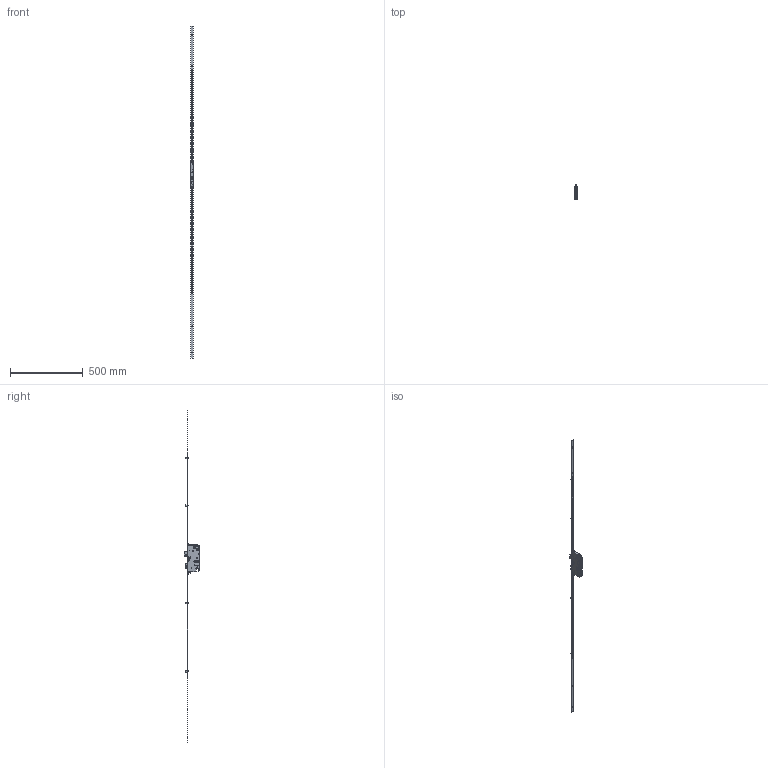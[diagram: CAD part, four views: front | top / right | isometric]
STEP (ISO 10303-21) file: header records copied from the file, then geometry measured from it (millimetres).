
FILE_DESCRIPTION((''),'2;1');
FILE_NAME('63199813000_BD01_SW0001','2018-02-08T',('dermuehl'),(''),'PRO/ENGINEER BY PARAMETRIC TECHNOLOGY CORPORATION, 2015240','PRO/ENGINEER BY PARAMETRIC TECHNOLOGY CORPORATION, 2015240','');
FILE_SCHEMA(('AUTOMOTIVE_DESIGN_CC2 { 1 2 10303 214 -1 1 5 2 }'));
Products named in the file (1): 63199813000_BD01_SW0001
Bounding box: 20 x 107.99 x 2285 mm (x, y, z)
Volume: 233184.2 mm3; surface area: 208329.1 mm2
Topology: 5 solids, 15 shells, 6153 faces, 17298 edges, 11336 vertices
Faces by surface type: plane 4766, cylinder 972, cone 310, torus 49, bspline 42, sphere 14
Entity records: 311629 total; most frequent: CARTESIAN_POINT 46857, ORIENTED_EDGE 34484, DIRECTION 30849, PRESENTATION_STYLE_ASSIGNMENT 23370, STYLED_ITEM 17340, CURVE_STYLE 17242, EDGE_CURVE 17242, VECTOR 14307
